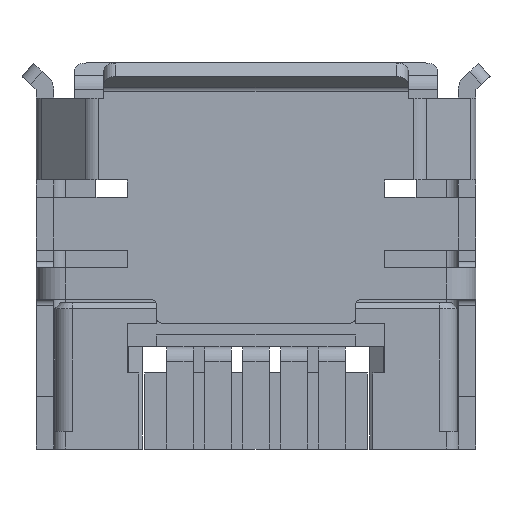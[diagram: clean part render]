
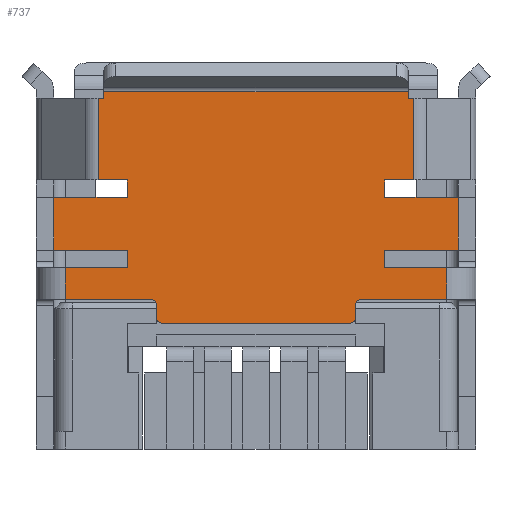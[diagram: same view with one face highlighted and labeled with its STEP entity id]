
A CAD part, front view. The second image highlights one B-rep face of the part: STEP entity #737.
In plain terms, the highlighted planar face has unit normal (0, -1, 0).
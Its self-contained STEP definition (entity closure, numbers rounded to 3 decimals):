
#471=PLANE('',#7206);
#737=ADVANCED_FACE('',(#1153),#471,.T.);
#1153=FACE_OUTER_BOUND('',#1491,.T.);
#1491=EDGE_LOOP('',(#4086,#4087,#4088,#4089,#4090,#4091,#4092,#4093,#4094,
#4095,#4096,#4097,#4098,#4099,#4100,#4101,#4102,#4103,#4104,#4105,#4106,
#4107,#4108,#4109,#4110,#4111,#4112,#4113,#4114,#4115,#4116,#4117));
#2089=LINE('',#10217,#2879);
#2099=LINE('',#10247,#2889);
#2129=LINE('',#10323,#2919);
#2130=LINE('',#10325,#2920);
#2131=LINE('',#10327,#2921);
#2132=LINE('',#10329,#2922);
#2133=LINE('',#10331,#2923);
#2134=LINE('',#10332,#2924);
#2135=LINE('',#10334,#2925);
#2136=LINE('',#10336,#2926);
#2137=LINE('',#10338,#2927);
#2138=LINE('',#10340,#2928);
#2139=LINE('',#10342,#2929);
#2140=LINE('',#10344,#2930);
#2141=LINE('',#10346,#2931);
#2142=LINE('',#10348,#2932);
#2143=LINE('',#10350,#2933);
#2144=LINE('',#10354,#2934);
#2145=LINE('',#10358,#2935);
#2146=LINE('',#10362,#2936);
#2147=LINE('',#10366,#2937);
#2148=LINE('',#10368,#2938);
#2149=LINE('',#10369,#2939);
#2150=LINE('',#10371,#2940);
#2151=LINE('',#10373,#2941);
#2152=LINE('',#10375,#2942);
#2153=LINE('',#10377,#2943);
#2154=LINE('',#10379,#2944);
#2879=VECTOR('',#8251,1.);
#2889=VECTOR('',#8273,1.);
#2919=VECTOR('',#8333,1.);
#2920=VECTOR('',#8336,1.);
#2921=VECTOR('',#8337,1.);
#2922=VECTOR('',#8338,1.);
#2923=VECTOR('',#8339,1.);
#2924=VECTOR('',#8340,1.);
#2925=VECTOR('',#8341,1.);
#2926=VECTOR('',#8342,1.);
#2927=VECTOR('',#8343,1.);
#2928=VECTOR('',#8344,1.);
#2929=VECTOR('',#8345,1.);
#2930=VECTOR('',#8346,1.);
#2931=VECTOR('',#8347,1.);
#2932=VECTOR('',#8348,1.);
#2933=VECTOR('',#8349,1.);
#2934=VECTOR('',#8352,1.);
#2935=VECTOR('',#8355,1.);
#2936=VECTOR('',#8358,1.);
#2937=VECTOR('',#8361,1.);
#2938=VECTOR('',#8362,1.);
#2939=VECTOR('',#8363,1.);
#2940=VECTOR('',#8364,1.);
#2941=VECTOR('',#8365,1.);
#2942=VECTOR('',#8366,1.);
#2943=VECTOR('',#8367,1.);
#2944=VECTOR('',#8368,1.);
#4086=ORIENTED_EDGE('',*,*,#6365,.T.);
#4087=ORIENTED_EDGE('',*,*,#6310,.T.);
#4088=ORIENTED_EDGE('',*,*,#6366,.T.);
#4089=ORIENTED_EDGE('',*,*,#6367,.T.);
#4090=ORIENTED_EDGE('',*,*,#6368,.F.);
#4091=ORIENTED_EDGE('',*,*,#6325,.T.);
#4092=ORIENTED_EDGE('',*,*,#6369,.F.);
#4093=ORIENTED_EDGE('',*,*,#6370,.F.);
#4094=ORIENTED_EDGE('',*,*,#6371,.F.);
#4095=ORIENTED_EDGE('',*,*,#6372,.T.);
#4096=ORIENTED_EDGE('',*,*,#6373,.F.);
#4097=ORIENTED_EDGE('',*,*,#6374,.T.);
#4098=ORIENTED_EDGE('',*,*,#6375,.F.);
#4099=ORIENTED_EDGE('',*,*,#6376,.T.);
#4100=ORIENTED_EDGE('',*,*,#6377,.F.);
#4101=ORIENTED_EDGE('',*,*,#6378,.T.);
#4102=ORIENTED_EDGE('',*,*,#6379,.T.);
#4103=ORIENTED_EDGE('',*,*,#6380,.F.);
#4104=ORIENTED_EDGE('',*,*,#6381,.T.);
#4105=ORIENTED_EDGE('',*,*,#6382,.F.);
#4106=ORIENTED_EDGE('',*,*,#6383,.T.);
#4107=ORIENTED_EDGE('',*,*,#6384,.F.);
#4108=ORIENTED_EDGE('',*,*,#6385,.T.);
#4109=ORIENTED_EDGE('',*,*,#6386,.F.);
#4110=ORIENTED_EDGE('',*,*,#6387,.T.);
#4111=ORIENTED_EDGE('',*,*,#6364,.T.);
#4112=ORIENTED_EDGE('',*,*,#6388,.F.);
#4113=ORIENTED_EDGE('',*,*,#6389,.T.);
#4114=ORIENTED_EDGE('',*,*,#6390,.T.);
#4115=ORIENTED_EDGE('',*,*,#6391,.T.);
#4116=ORIENTED_EDGE('',*,*,#6392,.F.);
#4117=ORIENTED_EDGE('',*,*,#6393,.F.);
#5559=VERTEX_POINT('',#10216);
#5560=VERTEX_POINT('',#10218);
#5564=VERTEX_POINT('',#10228);
#5573=VERTEX_POINT('',#10246);
#5599=VERTEX_POINT('',#10312);
#5604=VERTEX_POINT('',#10322);
#5605=VERTEX_POINT('',#10326);
#5606=VERTEX_POINT('',#10328);
#5607=VERTEX_POINT('',#10330);
#5608=VERTEX_POINT('',#10333);
#5609=VERTEX_POINT('',#10335);
#5610=VERTEX_POINT('',#10337);
#5611=VERTEX_POINT('',#10339);
#5612=VERTEX_POINT('',#10341);
#5613=VERTEX_POINT('',#10343);
#5614=VERTEX_POINT('',#10345);
#5615=VERTEX_POINT('',#10347);
#5616=VERTEX_POINT('',#10349);
#5617=VERTEX_POINT('',#10351);
#5618=VERTEX_POINT('',#10353);
#5619=VERTEX_POINT('',#10355);
#5620=VERTEX_POINT('',#10357);
#5621=VERTEX_POINT('',#10359);
#5622=VERTEX_POINT('',#10361);
#5623=VERTEX_POINT('',#10363);
#5624=VERTEX_POINT('',#10365);
#5625=VERTEX_POINT('',#10367);
#5626=VERTEX_POINT('',#10370);
#5627=VERTEX_POINT('',#10372);
#5628=VERTEX_POINT('',#10374);
#5629=VERTEX_POINT('',#10376);
#5630=VERTEX_POINT('',#10378);
#6310=EDGE_CURVE('',#5560,#5559,#2089,.T.);
#6325=EDGE_CURVE('',#5564,#5573,#2099,.T.);
#6364=EDGE_CURVE('',#5599,#5604,#2129,.T.);
#6365=EDGE_CURVE('',#5605,#5560,#2130,.T.);
#6366=EDGE_CURVE('',#5559,#5606,#2131,.T.);
#6367=EDGE_CURVE('',#5606,#5607,#2132,.T.);
#6368=EDGE_CURVE('',#5564,#5607,#2133,.T.);
#6369=EDGE_CURVE('',#5608,#5573,#2134,.T.);
#6370=EDGE_CURVE('',#5609,#5608,#2135,.T.);
#6371=EDGE_CURVE('',#5610,#5609,#2136,.T.);
#6372=EDGE_CURVE('',#5610,#5611,#2137,.T.);
#6373=EDGE_CURVE('',#5612,#5611,#2138,.T.);
#6374=EDGE_CURVE('',#5612,#5613,#2139,.T.);
#6375=EDGE_CURVE('',#5614,#5613,#2140,.T.);
#6376=EDGE_CURVE('',#5614,#5615,#2141,.T.);
#6377=EDGE_CURVE('',#5616,#5615,#2142,.T.);
#6378=EDGE_CURVE('',#5616,#5617,#2143,.T.);
#6379=EDGE_CURVE('',#5617,#5618,#6911,.T.);
#6380=EDGE_CURVE('',#5619,#5618,#2144,.T.);
#6381=EDGE_CURVE('',#5619,#5620,#6912,.T.);
#6382=EDGE_CURVE('',#5621,#5620,#2145,.T.);
#6383=EDGE_CURVE('',#5621,#5622,#6913,.T.);
#6384=EDGE_CURVE('',#5623,#5622,#2146,.T.);
#6385=EDGE_CURVE('',#5623,#5624,#6914,.T.);
#6386=EDGE_CURVE('',#5625,#5624,#2147,.T.);
#6387=EDGE_CURVE('',#5625,#5599,#2148,.T.);
#6388=EDGE_CURVE('',#5626,#5604,#2149,.T.);
#6389=EDGE_CURVE('',#5626,#5627,#2150,.T.);
#6390=EDGE_CURVE('',#5627,#5628,#2151,.T.);
#6391=EDGE_CURVE('',#5628,#5629,#2152,.T.);
#6392=EDGE_CURVE('',#5630,#5629,#2153,.T.);
#6393=EDGE_CURVE('',#5605,#5630,#2154,.T.);
#6911=CIRCLE('',#7202,0.1);
#6912=CIRCLE('',#7203,0.1);
#6913=CIRCLE('',#7204,0.1);
#6914=CIRCLE('',#7205,0.1);
#7202=AXIS2_PLACEMENT_3D('',#10352,#8350,#8351);
#7203=AXIS2_PLACEMENT_3D('',#10356,#8353,#8354);
#7204=AXIS2_PLACEMENT_3D('',#10360,#8356,#8357);
#7205=AXIS2_PLACEMENT_3D('',#10364,#8359,#8360);
#7206=AXIS2_PLACEMENT_3D('',#10380,#8369,#8370);
#8251=DIRECTION('',(-1.,0.,0.));
#8273=DIRECTION('',(-1.,0.,0.));
#8333=DIRECTION('',(-1.,0.,0.));
#8336=DIRECTION('',(0.,0.,1.));
#8337=DIRECTION('',(0.,0.,1.));
#8338=DIRECTION('',(-1.,0.,0.));
#8339=DIRECTION('',(0.,0.,1.));
#8340=DIRECTION('',(0.,0.,1.));
#8341=DIRECTION('',(-1.,0.,0.));
#8342=DIRECTION('',(0.,0.,1.));
#8343=DIRECTION('',(-1.,0.,0.));
#8344=DIRECTION('',(0.,0.,1.));
#8345=DIRECTION('',(1.,0.,0.));
#8346=DIRECTION('',(0.,0.,1.));
#8347=DIRECTION('',(-1.,0.,0.));
#8348=DIRECTION('',(0.,0.,1.));
#8349=DIRECTION('',(1.,0.,0.));
#8350=DIRECTION('',(0.,1.,0.));
#8351=DIRECTION('',(0.,0.,1.));
#8352=DIRECTION('',(0.,0.,1.));
#8353=DIRECTION('',(0.,-1.,0.));
#8354=DIRECTION('',(-1.,0.,0.));
#8355=DIRECTION('',(-1.,0.,0.));
#8356=DIRECTION('',(0.,-1.,0.));
#8357=DIRECTION('',(0.,0.,-1.));
#8358=DIRECTION('',(0.,0.,-1.));
#8359=DIRECTION('',(0.,1.,0.));
#8360=DIRECTION('',(-1.,0.,0.));
#8361=DIRECTION('',(-1.,0.,0.));
#8362=DIRECTION('',(0.,0.,1.));
#8363=DIRECTION('',(0.,0.,-1.));
#8364=DIRECTION('',(1.,0.,0.));
#8365=DIRECTION('',(0.,0.,1.));
#8366=DIRECTION('',(-1.,0.,0.));
#8367=DIRECTION('',(0.,0.,-1.));
#8368=DIRECTION('',(-1.,0.,0.));
#8369=DIRECTION('',(0.,-1.,0.));
#8370=DIRECTION('',(0.,0.,1.));
#10216=CARTESIAN_POINT('',(2.6,-1.24,-0.6));
#10217=CARTESIAN_POINT('',(2.7,-1.24,-0.6));
#10218=CARTESIAN_POINT('',(2.7,-1.24,-0.6));
#10228=CARTESIAN_POINT('',(-2.6,-1.24,-0.6));
#10246=CARTESIAN_POINT('',(-2.7,-1.24,-0.6));
#10247=CARTESIAN_POINT('',(-2.6,-1.24,-0.6));
#10312=CARTESIAN_POINT('',(3.26,-1.24,-3.5));
#10322=CARTESIAN_POINT('',(2.2,-1.24,-3.5));
#10323=CARTESIAN_POINT('',(3.26,-1.24,-3.5));
#10325=CARTESIAN_POINT('',(2.7,-1.24,-2.));
#10326=CARTESIAN_POINT('',(2.7,-1.24,-2.));
#10327=CARTESIAN_POINT('',(2.6,-1.24,-0.6));
#10328=CARTESIAN_POINT('',(2.6,-1.24,-0.496));
#10329=CARTESIAN_POINT('',(2.6,-1.24,-0.496));
#10330=CARTESIAN_POINT('',(-2.6,-1.24,-0.496));
#10331=CARTESIAN_POINT('',(-2.6,-1.24,-0.6));
#10332=CARTESIAN_POINT('',(-2.7,-1.24,-2.));
#10333=CARTESIAN_POINT('',(-2.7,-1.24,-2.));
#10334=CARTESIAN_POINT('',(-2.3,-1.24,-2.));
#10335=CARTESIAN_POINT('',(-2.2,-1.24,-2.));
#10336=CARTESIAN_POINT('',(-2.2,-1.24,-2.2));
#10337=CARTESIAN_POINT('',(-2.2,-1.24,-2.3));
#10338=CARTESIAN_POINT('',(-2.3,-1.24,-2.3));
#10339=CARTESIAN_POINT('',(-3.46,-1.24,-2.3));
#10340=CARTESIAN_POINT('',(-3.46,-1.24,-0.6));
#10341=CARTESIAN_POINT('',(-3.46,-1.24,-3.2));
#10342=CARTESIAN_POINT('',(-3.,-1.24,-3.2));
#10343=CARTESIAN_POINT('',(-2.2,-1.24,-3.2));
#10344=CARTESIAN_POINT('',(-2.2,-1.24,-3.4));
#10345=CARTESIAN_POINT('',(-2.2,-1.24,-3.5));
#10346=CARTESIAN_POINT('',(-2.3,-1.24,-3.5));
#10347=CARTESIAN_POINT('',(-3.26,-1.24,-3.5));
#10348=CARTESIAN_POINT('',(-3.26,-1.24,-4.04));
#10349=CARTESIAN_POINT('',(-3.26,-1.24,-4.04));
#10350=CARTESIAN_POINT('',(-3.26,-1.24,-4.04));
#10351=CARTESIAN_POINT('',(-1.8,-1.24,-4.04));
#10352=CARTESIAN_POINT('',(-1.8,-1.24,-4.14));
#10353=CARTESIAN_POINT('',(-1.7,-1.24,-4.14));
#10354=CARTESIAN_POINT('',(-1.7,-1.24,-4.35));
#10355=CARTESIAN_POINT('',(-1.7,-1.24,-4.35));
#10356=CARTESIAN_POINT('',(-1.6,-1.24,-4.35));
#10357=CARTESIAN_POINT('',(-1.6,-1.24,-4.45));
#10358=CARTESIAN_POINT('',(1.6,-1.24,-4.45));
#10359=CARTESIAN_POINT('',(1.6,-1.24,-4.45));
#10360=CARTESIAN_POINT('',(1.6,-1.24,-4.35));
#10361=CARTESIAN_POINT('',(1.7,-1.24,-4.35));
#10362=CARTESIAN_POINT('',(1.7,-1.24,-4.14));
#10363=CARTESIAN_POINT('',(1.7,-1.24,-4.14));
#10364=CARTESIAN_POINT('',(1.8,-1.24,-4.14));
#10365=CARTESIAN_POINT('',(1.8,-1.24,-4.04));
#10366=CARTESIAN_POINT('',(3.26,-1.24,-4.04));
#10367=CARTESIAN_POINT('',(3.26,-1.24,-4.04));
#10368=CARTESIAN_POINT('',(3.26,-1.24,-4.04));
#10369=CARTESIAN_POINT('',(2.2,-1.24,-3.3));
#10370=CARTESIAN_POINT('',(2.2,-1.24,-3.2));
#10371=CARTESIAN_POINT('',(2.3,-1.24,-3.2));
#10372=CARTESIAN_POINT('',(3.46,-1.24,-3.2));
#10373=CARTESIAN_POINT('',(3.46,-1.24,-0.6));
#10374=CARTESIAN_POINT('',(3.46,-1.24,-2.3));
#10375=CARTESIAN_POINT('',(3.,-1.24,-2.3));
#10376=CARTESIAN_POINT('',(2.2,-1.24,-2.3));
#10377=CARTESIAN_POINT('',(2.2,-1.24,-2.1));
#10378=CARTESIAN_POINT('',(2.2,-1.24,-2.));
#10379=CARTESIAN_POINT('',(2.7,-1.24,-2.));
#10380=CARTESIAN_POINT('',(-3.26,-1.24,-0.6));
